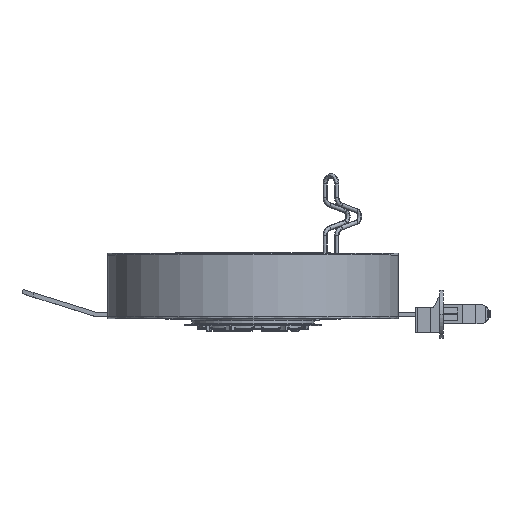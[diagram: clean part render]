
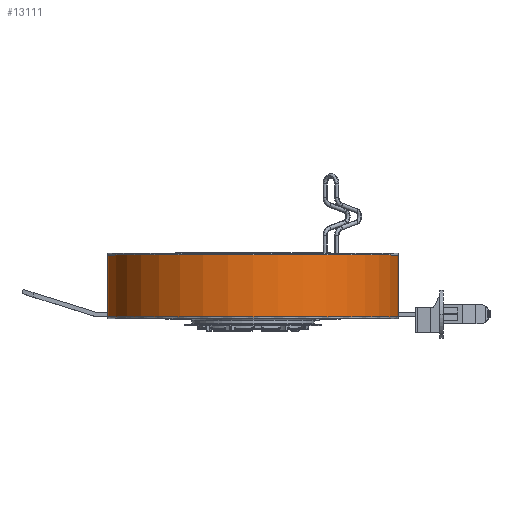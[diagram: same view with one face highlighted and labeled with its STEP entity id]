
A CAD part, top view. The second image highlights one B-rep face of the part: STEP entity #13111.
In plain terms, the highlighted cylindrical face has radius 40.64 mm (diameter 81.28 mm), a partial arc.
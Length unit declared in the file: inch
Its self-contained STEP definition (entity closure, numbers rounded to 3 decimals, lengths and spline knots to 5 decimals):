
#1194=CARTESIAN_POINT('',(0.,0.02,0.));
#1195=DIRECTION('',(0.,1.,0.));
#1196=DIRECTION('',(-1.,0.,0.));
#1197=AXIS2_PLACEMENT_3D('',#1194,#1195,#1196);
#1249=DIRECTION('',(0.,1.,0.));
#1250=VECTOR('',#1249,0.679);
#1251=CARTESIAN_POINT('',(1.6,0.02,0.));
#1252=LINE('',#1251,#1250);
#1253=DIRECTION('',(0.,-1.,0.));
#1254=VECTOR('',#1253,0.679);
#1255=CARTESIAN_POINT('',(-1.6,0.699,0.));
#1256=LINE('',#1255,#1254);
#1257=CARTESIAN_POINT('',(0.,0.699,0.));
#1258=DIRECTION('',(0.,-1.,0.));
#1259=DIRECTION('',(1.,0.,0.));
#1260=AXIS2_PLACEMENT_3D('',#1257,#1258,#1259);
#9743=CARTESIAN_POINT('',(-1.6,0.02,0.));
#9745=VERTEX_POINT('',#9743);
#9746=CARTESIAN_POINT('',(1.6,0.02,0.));
#9747=VERTEX_POINT('',#9746);
#10560=CARTESIAN_POINT('',(1.6,0.699,0.));
#10562=VERTEX_POINT('',#10560);
#10564=CARTESIAN_POINT('',(-1.6,0.699,0.));
#10566=VERTEX_POINT('',#10564);
#13099=CARTESIAN_POINT('',(0.,0.78945,0.));
#13100=DIRECTION('',(0.,-1.,0.));
#13101=DIRECTION('',(-1.,0.,0.));
#13102=AXIS2_PLACEMENT_3D('',#13099,#13100,#13101);
#13103=CYLINDRICAL_SURFACE('',#13102,1.6);
#13104=ORIENTED_EDGE('',*,*,#13088,.F.);
#13106=ORIENTED_EDGE('',*,*,#13105,.F.);
#13107=ORIENTED_EDGE('',*,*,#13084,.F.);
#13108=ORIENTED_EDGE('',*,*,#13018,.F.);
#13109=EDGE_LOOP('',(#13104,#13106,#13107,#13108));
#13110=FACE_OUTER_BOUND('',#13109,.F.);
#13111=ADVANCED_FACE('',(#13110),#13103,.T.);
#1198=CIRCLE('',#1197,1.6);
#1261=CIRCLE('',#1260,1.6);
#13018=EDGE_CURVE('',#9745,#9747,#1198,.T.);
#13084=EDGE_CURVE('',#9747,#10562,#1252,.T.);
#13088=EDGE_CURVE('',#10566,#9745,#1256,.T.);
#13105=EDGE_CURVE('',#10562,#10566,#1261,.T.);
